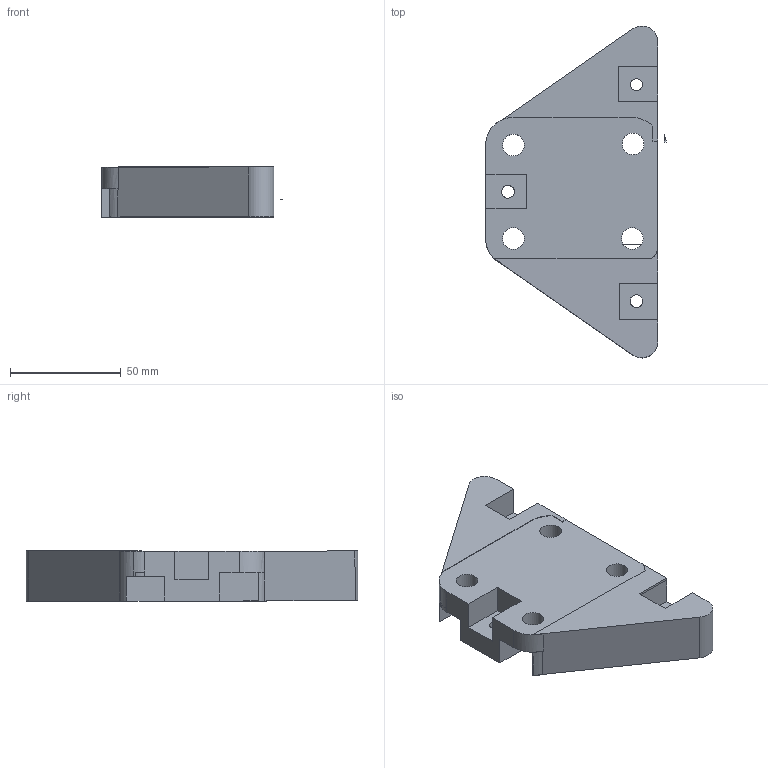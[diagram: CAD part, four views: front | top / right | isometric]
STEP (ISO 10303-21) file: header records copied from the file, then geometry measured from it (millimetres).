
FILE_DESCRIPTION(/* description */ (''),/* implementation_level */ '2;1');
FILE_NAME(/* name */ 'tyre_adjaster_trap.step',/* time_stamp */ '2021-09-09T23:33:14+09:00',/* author */ (''),/* organization */ (''),/* preprocessor_version */ 'ST-DEVELOPER v18.1',/* originating_system */ 'Autodesk Translation Framework v10.9.0.1377',/* authorisation */ '');
FILE_SCHEMA (('AUTOMOTIVE_DESIGN { 1 0 10303 214 3 1 1 }'));
Length unit declared in the file: millimetre
Products named in the file (1): tyre_adjaster
Bounding box: 81.59 x 150.05 x 22.77 mm (x, y, z)
Volume: 152569.8 mm3; surface area: 30262.5 mm2
Topology: 3 solids, 3 shells, 133 faces, 380 edges, 253 vertices
Faces by surface type: plane 100, bspline 19, cylinder 14
Full cylindrical faces by diameter (mm): 5.348 x1, 5.76 x2, 9.792 x4
Entity records: 4544 total; most frequent: CARTESIAN_POINT 1124, ORIENTED_EDGE 756, DIRECTION 613, EDGE_CURVE 378, LINE 297, VECTOR 297, VERTEX_POINT 252, AXIS2_PLACEMENT_3D 158
